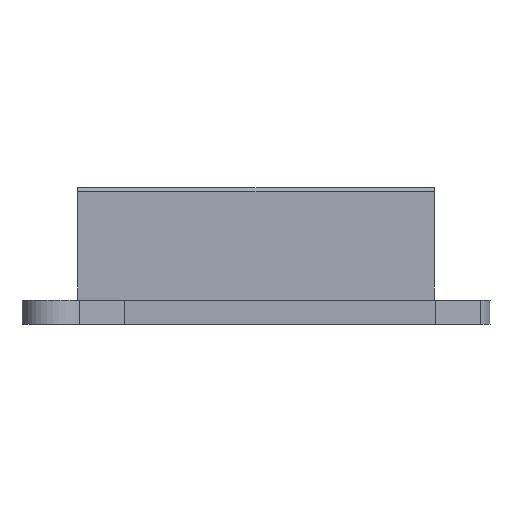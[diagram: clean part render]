
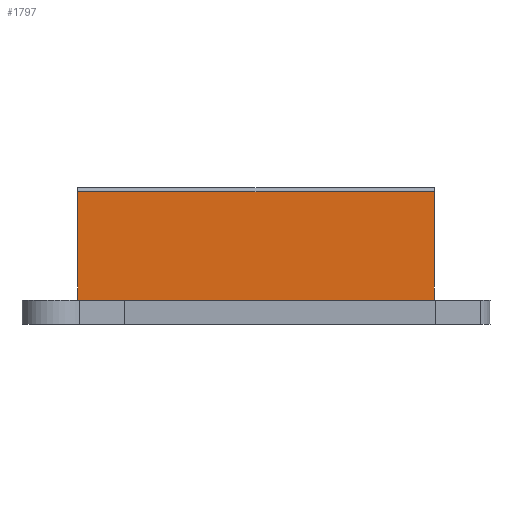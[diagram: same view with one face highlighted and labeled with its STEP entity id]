
A CAD part, front view. The second image highlights one B-rep face of the part: STEP entity #1797.
In plain terms, the highlighted planar face has unit normal (0, -1, 0).
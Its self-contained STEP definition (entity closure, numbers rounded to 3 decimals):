
#91=PLANE('',#1961);
#185=FACE_OUTER_BOUND('',#297,.T.);
#297=EDGE_LOOP('',(#1621,#1622,#1623,#1624));
#314=LINE('',#2494,#510);
#318=LINE('',#2503,#514);
#324=LINE('',#2518,#520);
#469=LINE('',#2909,#665);
#510=VECTOR('',#1988,10.);
#514=VECTOR('',#1996,10.);
#520=VECTOR('',#2010,10.);
#665=VECTOR('',#2363,10.);
#761=VERTEX_POINT('',#2487);
#764=VERTEX_POINT('',#2492);
#767=VERTEX_POINT('',#2502);
#772=VERTEX_POINT('',#2516);
#932=EDGE_CURVE('',#764,#761,#314,.T.);
#936=EDGE_CURVE('',#767,#761,#318,.T.);
#944=EDGE_CURVE('',#772,#764,#324,.T.);
#1135=EDGE_CURVE('',#767,#772,#469,.T.);
#1621=ORIENTED_EDGE('',*,*,#932,.F.);
#1622=ORIENTED_EDGE('',*,*,#944,.F.);
#1623=ORIENTED_EDGE('',*,*,#1135,.F.);
#1624=ORIENTED_EDGE('',*,*,#936,.T.);
#1797=ADVANCED_FACE('',(#185),#91,.T.);
#1961=AXIS2_PLACEMENT_3D('',#2954,#2429,#2430);
#1988=DIRECTION('',(1.,0.,0.));
#1996=DIRECTION('',(0.,0.,1.));
#2010=DIRECTION('',(0.,0.,1.));
#2363=DIRECTION('',(-1.,0.,0.));
#2429=DIRECTION('center_axis',(0.,-1.,0.));
#2430=DIRECTION('ref_axis',(1.,0.,0.));
#2487=CARTESIAN_POINT('',(36.9,0.1,13.7));
#2492=CARTESIAN_POINT('',(0.1,0.1,13.7));
#2494=CARTESIAN_POINT('',(9.3,0.1,13.7));
#2502=CARTESIAN_POINT('',(36.9,0.1,2.5));
#2503=CARTESIAN_POINT('',(36.9,0.1,2.5));
#2516=CARTESIAN_POINT('',(0.1,0.1,2.5));
#2518=CARTESIAN_POINT('',(0.1,0.1,2.5));
#2909=CARTESIAN_POINT('',(9.3,0.1,2.5));
#2954=CARTESIAN_POINT('Origin',(0.1,0.1,2.5));
